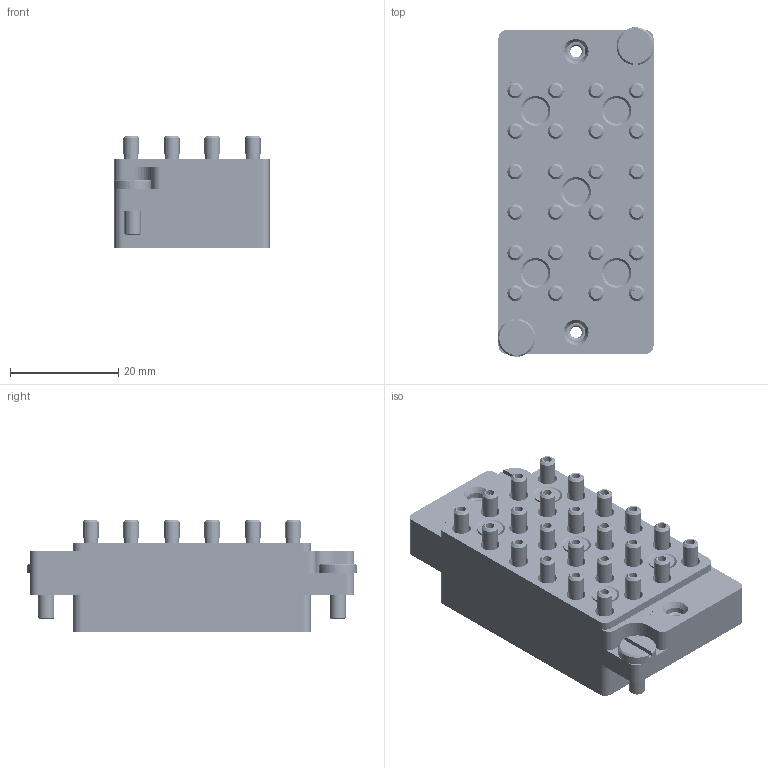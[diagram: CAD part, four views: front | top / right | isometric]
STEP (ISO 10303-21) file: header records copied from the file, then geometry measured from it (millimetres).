
FILE_DESCRIPTION (( 'STEP AP214' ), '1' );
FILE_NAME ('INGUN_30210.STEP', '2023-01-17T13:02:56', ( '' ), ( '' ), 'SwSTEP 2.0', 'SolidWorks 2021', '' );
FILE_SCHEMA (( 'AUTOMOTIVE_DESIGN' ));
Length unit declared in the file: millimetre
Products named in the file (10): FE-365_15~0; 30212~5; 22042_ada~0; INFO_4647~0_SBP-T_Kontaktierung-Seite<S>; DIN7991~n_M02,5x008; INGUN_30210; 30213~0; 30212~5_S; 26487~0_S; DIN923~n_M03x04-A2
Assembly tree (61 placements, depth 3):
  INGUN_30210
    30212~5_S
      30212~5
      INFO_4647~0_SBP-T_Kontaktierung-Seite<S>
    30213~0
    22042_ada~0  x24
    FE-365_15~0  x24
    DIN7991~n_M02,5x008  x5
    26487~0_S  x2
    DIN923~n_M03x04-A2  x2
Bounding box: 29 x 61 x 20.87 mm (x, y, z)
Volume: 20960.2 mm3; surface area: 21614.3 mm2
Topology: 71 solids, 71 shells, 1742 faces, 3701 edges, 2323 vertices
Faces by surface type: cylinder 799, plane 461, cone 360, bspline 118, torus 4
Entity records: 23411 total; most frequent: CARTESIAN_POINT 9383, DIRECTION 2794, ORIENTED_EDGE 2650, EDGE_CURVE 1325, AXIS2_PLACEMENT_3D 1081, VERTEX_POINT 864, EDGE_LOOP 717, VECTOR 632
